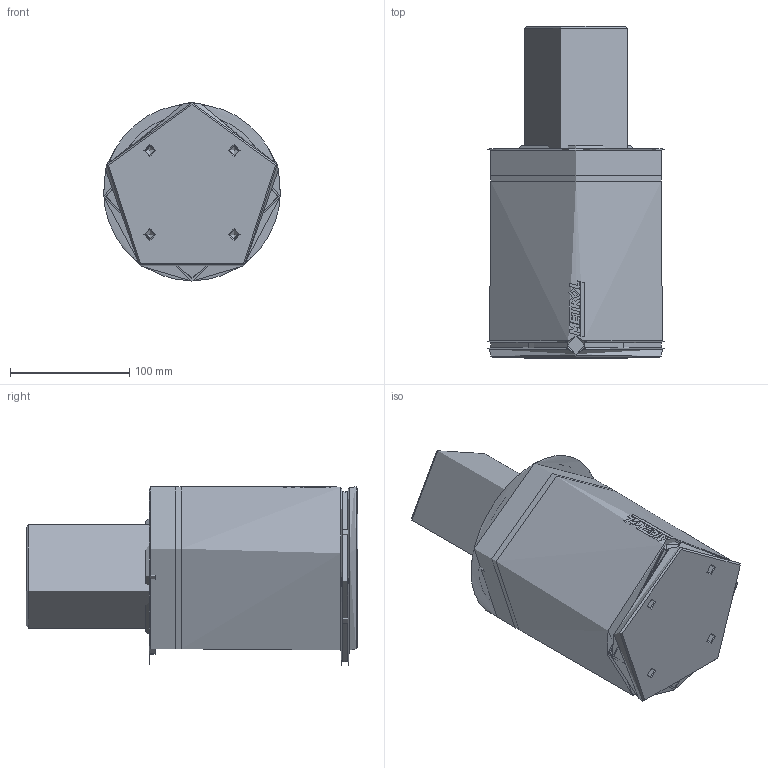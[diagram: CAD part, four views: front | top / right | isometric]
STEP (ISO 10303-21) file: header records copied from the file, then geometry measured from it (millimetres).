
FILE_DESCRIPTION (( 'STEP AP214' ), '1' );
FILE_NAME ('EX9500-100.step', '2019-03-12T08:12:46', ( '' ), ( '' ), 'SwSTEP 2.0', 'SolidWorks 2014', '' );
FILE_SCHEMA (( 'AUTOMOTIVE_DESIGN' ));
Length unit declared in the file: millimetre
Products named in the file (3): EX-9500 PISTON_EX-9500-100; EX-9500 BODY_EX-9500-100; EX9500-100
Assembly tree (2 placements, depth 2):
  EX9500-100
    EX-9500 BODY_EX-9500-100
    EX-9500 PISTON_EX-9500-100
Bounding box: 148.34 x 278 x 149.27 mm (x, y, z)
Volume: 2751699.3 mm3; surface area: 240674.9 mm2
Topology: 7 solids, 7 shells, 125 faces, 289 edges, 186 vertices
Faces by surface type: bspline 40, plane 34, cylinder 28, cone 12, torus 11
Full cylindrical faces by diameter (mm): 6.8 x1, 8.5 x4, 15 x1, 90 x2, 110 x2, 122 x1, 122.1 x1, 129.9 x1, 130 x1, 150 x3
Entity records: 5312 total; most frequent: CARTESIAN_POINT 2780, ORIENTED_EDGE 492, DIRECTION 372, EDGE_CURVE 246, VERTEX_POINT 179, EDGE_LOOP 173, FACE_OUTER_BOUND 149, AXIS2_PLACEMENT_3D 143
